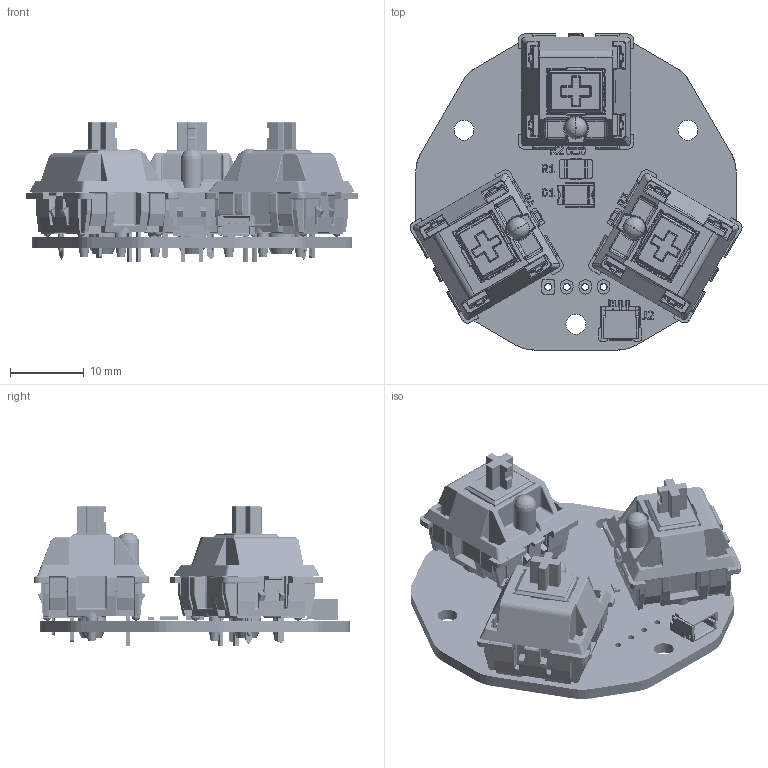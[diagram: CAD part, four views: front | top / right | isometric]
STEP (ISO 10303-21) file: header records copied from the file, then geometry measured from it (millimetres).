
FILE_DESCRIPTION(('KiCad electronic assembly'),'2;1');
FILE_NAME('button_pcb.step','2025-04-15T23:33:38',('Pcbnew'),('Kicad'), 'Open CASCADE STEP processor 7.8','KiCad to STEP converter','Unknown' );
FILE_SCHEMA(('AUTOMOTIVE_DESIGN { 1 0 10303 214 1 1 1 1 }'));
Length unit declared in the file: millimetre
Products named in the file (15): button_pcb 1; R_0603_1608Metric; SW_Cherry_MX_1.00u_PCB; MX Öá °´¼ü¡ä_¨¹___¡§1; MX ס סͥ¨¢¨¬_¡§¡顧__; MXס ϞñLEDLEDLED; MXÖá ÖáÌå µ×²¿ ¦Ì¡Á2__Ä¬ÈÏ_¨¢2____¨¨_; ֫½ğ__Ĭɏ__¨¨_; R_1210_3225Metric; JST_SH_SM03B-SRSS-TB_1x03-1MP_P1.00mm_Horizontal; LED_2010_5025Metric_Castellated; large_button_copper; large_button_silkscreen; large_button_soldermask; large_button_PCB
Assembly tree (18 placements, depth 3):
  button_pcb 1
    R_0603_1608Metric  x3
    SW_Cherry_MX_1.00u_PCB  x3
      MX Öá °´¼ü¡ä_¨¹___¡§1
      MX ס סͥ¨¢¨¬_¡§¡顧__
      MXס ϞñLEDLEDLED
      MXÖá ÖáÌå µ×²¿ ¦Ì¡Á2__Ä¬ÈÏ_¨¢2____¨¨_
      ֫½ğ__Ĭɏ__¨¨_
    R_1210_3225Metric
    JST_SH_SM03B-SRSS-TB_1x03-1MP_P1.00mm_Horizontal
    LED_2010_5025Metric_Castellated
    large_button_copper
    large_button_silkscreen
    large_button_soldermask
    large_button_PCB
Bounding box: 44.94 x 42.78 x 18.9 mm (x, y, z)
Volume: 5509.8 mm3; surface area: 14715 mm2
Topology: 74 solids, 129 shells, 5488 faces, 14132 edges, 8569 vertices
Faces by surface type: cylinder 2291, plane 1910, torus 627, sphere 339, bspline 177, revolution 114, cone 30
Full cylindrical faces by diameter (mm): 0.85 x6, 0.9 x16, 0.95 x8, 1.45 x6, 1.5 x12, 1.7 x6, 1.8 x6, 2.2 x12, 2.7 x3, 4 x3
Entity records: 76832 total; most frequent: CARTESIAN_POINT 15607, DIRECTION 12825, ORIENTED_EDGE 11717, EDGE_CURVE 6383, AXIS2_PLACEMENT_3D 4476, VERTEX_POINT 4273, LINE 3835, VECTOR 3835
